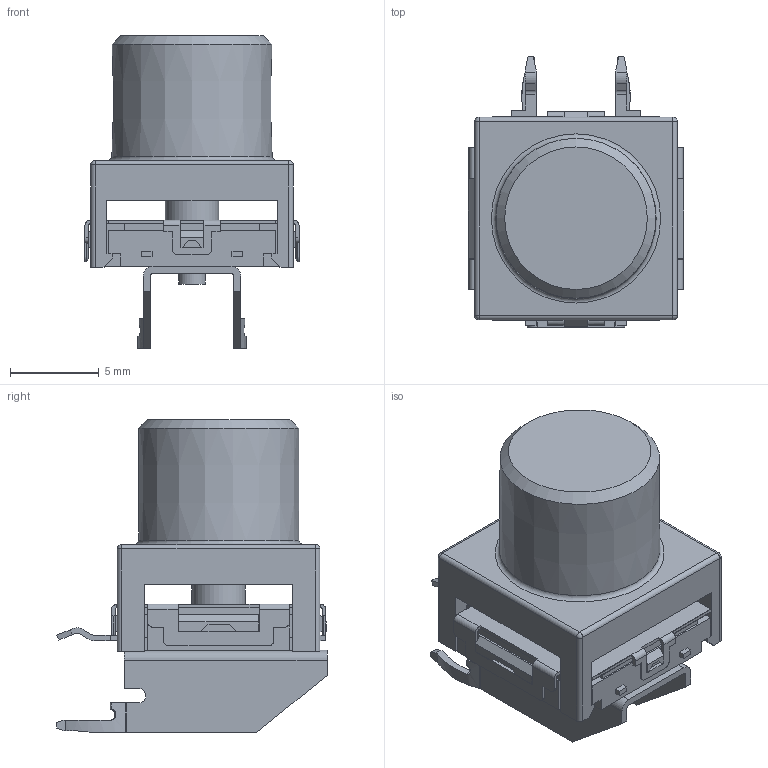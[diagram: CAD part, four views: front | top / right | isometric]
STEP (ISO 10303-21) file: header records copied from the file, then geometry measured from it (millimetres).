
FILE_DESCRIPTION(/* description */ (''),/* implementation_level */ '2;1');
FILE_NAME(/* name */ 'TL6190AFxxxxRxxx.stp',/* time_stamp */ '2026-01-06T15:43:18-06:00',/* author */ ('mroman'),/* organization */ (''),/* preprocessor_version */ 'ST-DEVELOPER v18.1',/* originating_system */ 'Autodesk Inventor 2022',/* authorisation */ '');
FILE_SCHEMA (('AUTOMOTIVE_DESIGN { 1 0 10303 214 3 1 1 }'));
Length unit declared in the file: inch
Products named in the file (1): TL6190AFxxxxRxxx
Bounding box: 12.1 x 15.2 x 17.61 mm (x, y, z)
Volume: 871.7 mm3; surface area: 1831.1 mm2
Topology: 1 solids, 7 shells, 504 faces, 1399 edges, 896 vertices
Faces by surface type: plane 385, cylinder 98, cone 16, sphere 4, torus 1
Full cylindrical faces by diameter (mm): 0.5 x2, 0.6 x1, 1.05 x3, 1.5 x2, 1.6 x2, 2 x1, 3 x1, 3.2 x1, 3.4 x1
Entity records: 16031 total; most frequent: CARTESIAN_POINT 2872, ORIENTED_EDGE 2798, DIRECTION 2642, EDGE_CURVE 1399, LINE 1150, VECTOR 1150, VERTEX_POINT 896, AXIS2_PLACEMENT_3D 746
